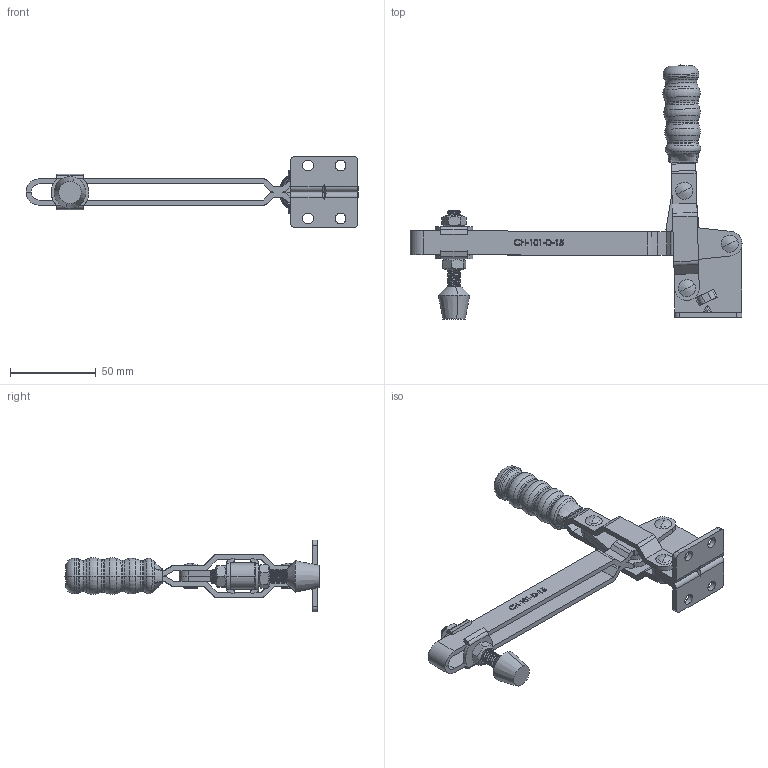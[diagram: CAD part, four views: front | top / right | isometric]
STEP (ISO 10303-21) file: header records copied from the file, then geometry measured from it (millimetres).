
FILE_DESCRIPTION (( 'STEP AP203' ), '1' );
FILE_NAME ('CH-101-D-15.STEP', '2017-11-04T06:20:01', ( 'Windows' ), ( 'Microsoft' ), 'SwSTEP 2.0', 'SolidWorks 2015', '' );
FILE_SCHEMA (( 'CONFIG_CONTROL_DESIGN' ));
Length unit declared in the file: millimetre
Products named in the file (10): CH-101-D-06; CH-101-D-04 CONNECTING-PLATE; CH-FW-516; CH-FC-56212 Nut; CH-101-D-15-02 U-BAR; CH-FC-56212 SPINDLE SUPPLIED; CH-101-D-15; CH-101-D-01 FLANGED BASE; CH-101-D-03 STRAIGHT HANDLE; CH-101-D-05
Assembly tree (15 placements, depth 2):
  CH-101-D-15
    CH-101-D-01 FLANGED BASE
    CH-101-D-03 STRAIGHT HANDLE
    CH-101-D-05  x4
    CH-101-D-06
    CH-101-D-04 CONNECTING-PLATE  x2
    CH-FW-516  x2
    CH-FC-56212 Nut  x2
    CH-FC-56212 SPINDLE SUPPLIED
    CH-101-D-15-02 U-BAR
Bounding box: 194.02 x 148.46 x 42 mm (x, y, z)
Volume: 72096.8 mm3; surface area: 56042.6 mm2
Topology: 18 solids, 18 shells, 884 faces, 2358 edges, 1527 vertices
Faces by surface type: plane 329, cylinder 261, bspline 187, cone 55, torus 52
Entity records: 35935 total; most frequent: CARTESIAN_POINT 16745, ORIENTED_EDGE 4148, DIRECTION 3115, EDGE_CURVE 2074, VERTEX_POINT 1359, LINE 1137, VECTOR 1137, AXIS2_PLACEMENT_3D 989
